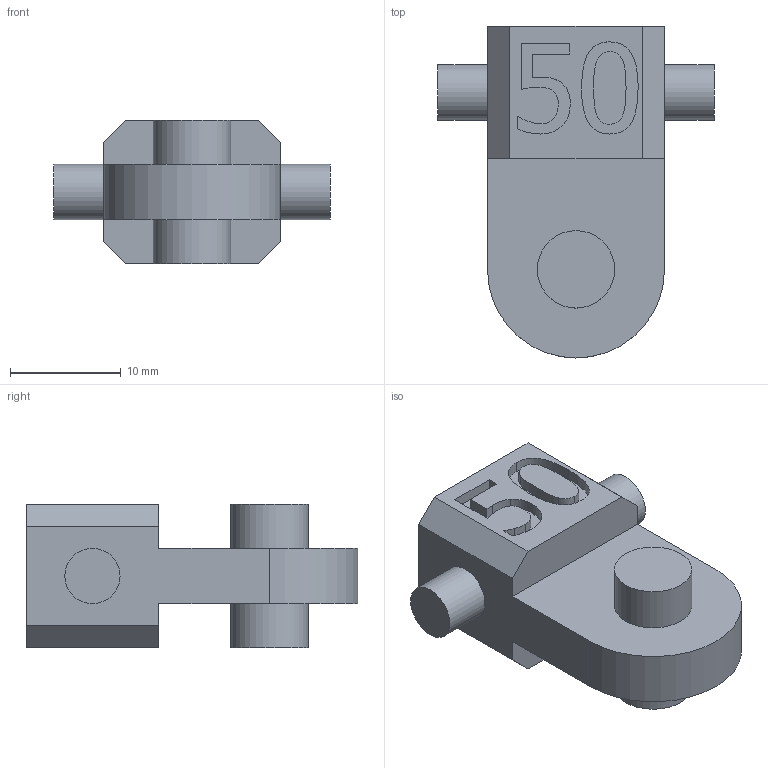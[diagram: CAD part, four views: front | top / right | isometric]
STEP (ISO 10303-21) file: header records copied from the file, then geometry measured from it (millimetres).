
FILE_DESCRIPTION(/* description */ (''),/* implementation_level */ '2;1');
FILE_NAME(/* name */ '1번부품.stp',/* time_stamp */ '2021-09-05T09:23:47+09:00',/* author */ ('서울공업고등학교'),/* organization */ (''),/* preprocessor_version */ 'ST-DEVELOPER v18.1',/* originating_system */ 'Autodesk Inventor 2022',/* authorisation */ '');
FILE_SCHEMA (('AUTOMOTIVE_DESIGN { 1 0 10303 214 3 1 1 }'));
Length unit declared in the file: millimetre
Products named in the file (1): 1번부품
Bounding box: 25 x 30 x 13 mm (x, y, z)
Volume: 4151 mm3; surface area: 2098.7 mm2
Topology: 1 solids, 1 shells, 57 faces, 144 edges, 96 vertices
Faces by surface type: plane 27, bspline 25, cylinder 5
Full cylindrical faces by diameter (mm): 5 x2, 7 x2
Entity records: 1898 total; most frequent: CARTESIAN_POINT 628, ORIENTED_EDGE 288, DIRECTION 170, EDGE_CURVE 144, VERTEX_POINT 96, LINE 84, VECTOR 84, EDGE_LOOP 64
